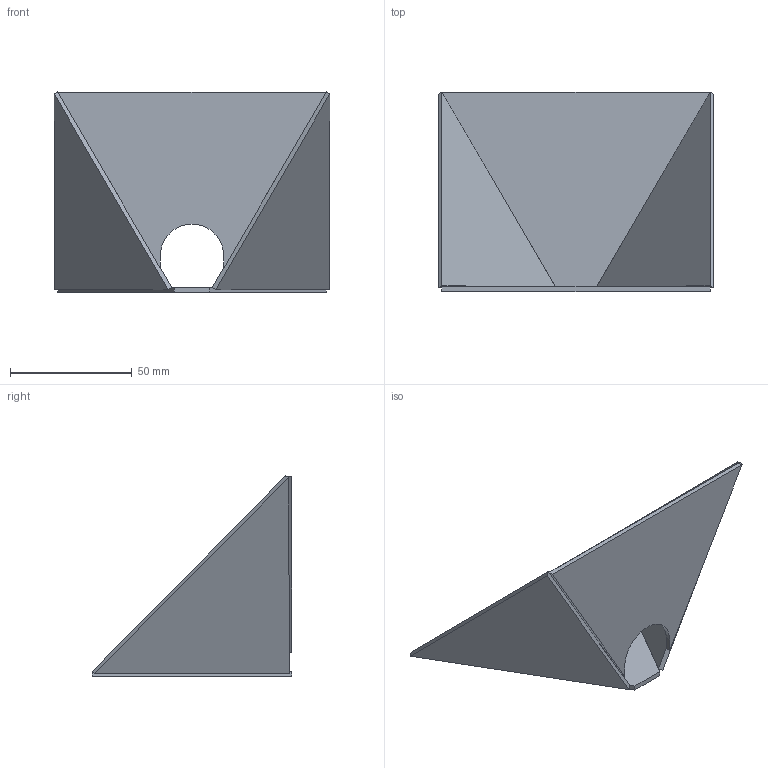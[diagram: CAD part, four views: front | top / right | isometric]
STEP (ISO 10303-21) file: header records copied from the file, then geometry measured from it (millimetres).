
FILE_DESCRIPTION (( 'STEP AP214' ), '1' );
FILE_NAME ('PI03-C3-ENTONNOIR.STEP', '2022-05-03T06:55:44', ( 'T' ), ( 'F' ), 'SwSTEP 2.0', 'SolidWorks 2001340', '' );
FILE_SCHEMA (( 'AUTOMOTIVE_DESIGN' ));
Length unit declared in the file: millimetre
Products named in the file (4): PI03-C3-ENTONNOIR; PI03-C3-02-A-flanc entonnoir2; PI03-C3-01-A-flanc entonnoir1; PI03-C3-03-A-flanc entonnoir3
Assembly tree (4 placements, depth 2):
  PI03-C3-ENTONNOIR
    PI03-C3-03-A-flanc entonnoir3  x2
    PI03-C3-02-A-flanc entonnoir2
    PI03-C3-01-A-flanc entonnoir1
Bounding box: 113.09 x 82 x 82.28 mm (x, y, z)
Volume: 35891.3 mm3; surface area: 38371.6 mm2
Topology: 4 solids, 4 shells, 24 faces, 48 edges, 32 vertices
Faces by surface type: plane 23, cylinder 1
Entity records: 624 total; most frequent: DIRECTION 93, CARTESIAN_POINT 91, ORIENTED_EDGE 78, EDGE_CURVE 39, VECTOR 37, LINE 37, AXIS2_PLACEMENT_3D 28, VERTEX_POINT 26
